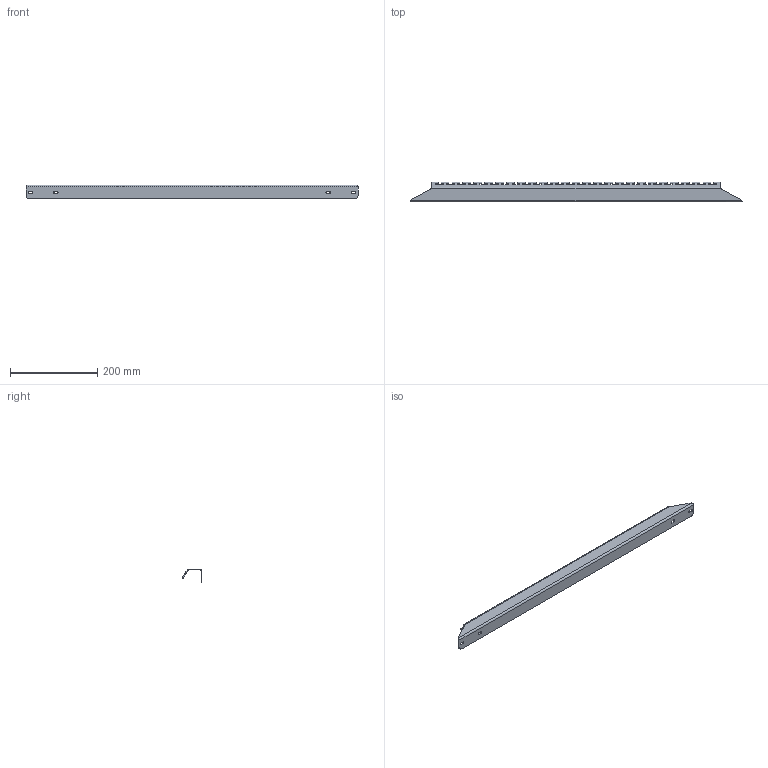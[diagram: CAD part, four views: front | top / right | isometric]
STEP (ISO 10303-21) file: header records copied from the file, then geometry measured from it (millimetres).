
FILE_DESCRIPTION (( 'STEP AP214' ), '1' );
FILE_NAME ('998.800.STEP', '2024-10-09T09:54:50', ( '' ), ( '' ), 'SwSTEP 2.0', 'SolidWorks 2021', '' );
FILE_SCHEMA (( 'AUTOMOTIVE_DESIGN' ));
Length unit declared in the file: millimetre
Products named in the file (1): 998.800
Bounding box: 760.59 x 45.35 x 32 mm (x, y, z)
Volume: 112357.1 mm3; surface area: 118087.1 mm2
Topology: 1 solids, 1 shells, 456 faces, 1362 edges, 908 vertices
Faces by surface type: plane 228, cylinder 228
Entity records: 15592 total; most frequent: CARTESIAN_POINT 2849, ORIENTED_EDGE 2724, DIRECTION 2710, EDGE_CURVE 1362, VERTEX_POINT 908, AXIS2_PLACEMENT_3D 905, VECTOR 900, LINE 900
